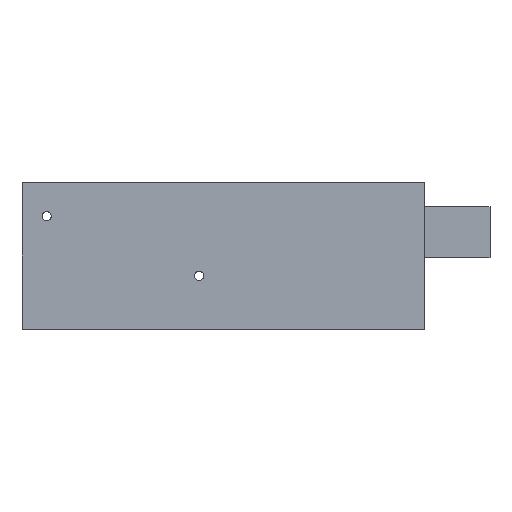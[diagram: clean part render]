
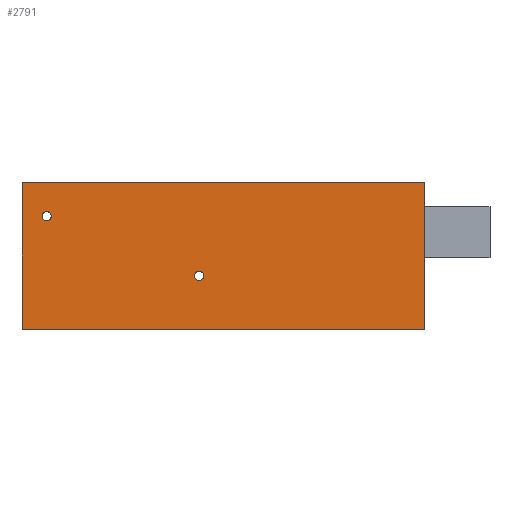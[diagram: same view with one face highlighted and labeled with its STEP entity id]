
A CAD part, left-side view. The second image highlights one B-rep face of the part: STEP entity #2791.
In plain terms, the highlighted planar face has unit normal (-1, 0, 0).
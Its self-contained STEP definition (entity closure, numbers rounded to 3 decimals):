
#178 = PLANE('',#179);
#179 = AXIS2_PLACEMENT_3D('',#180,#181,#182);
#180 = CARTESIAN_POINT('',(6.306,-136.734,
    14.164));
#181 = DIRECTION('',(0.,-1.,0.));
#182 = DIRECTION('',(-1.,0.,0.));
#374 = PLANE('',#375);
#375 = AXIS2_PLACEMENT_3D('',#376,#377,#378);
#376 = CARTESIAN_POINT('',(5.885,-8.955,-32.5));
#377 = DIRECTION('',(0.,0.,-1.));
#378 = DIRECTION('',(0.,-1.,0.));
#697 = CYLINDRICAL_SURFACE('',#698,2.75);
#698 = AXIS2_PLACEMENT_3D('',#699,#700,#701);
#699 = CARTESIAN_POINT('',(0.,92.585,36.157));
#700 = DIRECTION('',(1.,0.,0.));
#701 = DIRECTION('',(0.,1.,0.));
#728 = CYLINDRICAL_SURFACE('',#729,2.75);
#729 = AXIS2_PLACEMENT_3D('',#730,#731,#732);
#730 = CARTESIAN_POINT('',(0.,0.,0.));
#731 = DIRECTION('',(1.,0.,0.));
#732 = DIRECTION('',(0.,1.,0.));
#1171 = VERTEX_POINT('',#1172);
#1172 = CARTESIAN_POINT('',(-5.,-136.734,-32.5));
#1268 = VERTEX_POINT('',#1269);
#1269 = CARTESIAN_POINT('',(-5.,-136.734,56.5));
#1283 = PLANE('',#1284);
#1284 = AXIS2_PLACEMENT_3D('',#1285,#1286,#1287);
#1285 = CARTESIAN_POINT('',(7.5,-14.575,56.5));
#1286 = DIRECTION('',(0.,0.,1.));
#1287 = DIRECTION('',(1.,0.,0.));
#1295 = EDGE_CURVE('',#1171,#1268,#1296,.T.);
#1296 = SURFACE_CURVE('',#1297,(#1301,#1308),.PCURVE_S1.);
#1297 = LINE('',#1298,#1299);
#1298 = CARTESIAN_POINT('',(-5.,-136.734,-32.5));
#1299 = VECTOR('',#1300,1.);
#1300 = DIRECTION('',(0.,0.,1.));
#1301 = PCURVE('',#178,#1302);
#1302 = DEFINITIONAL_REPRESENTATION('',(#1303),#1307);
#1303 = LINE('',#1304,#1305);
#1304 = CARTESIAN_POINT('',(11.306,46.664));
#1305 = VECTOR('',#1306,1.);
#1306 = DIRECTION('',(0.,-1.));
#1307 = ( GEOMETRIC_REPRESENTATION_CONTEXT(2) 
PARAMETRIC_REPRESENTATION_CONTEXT() REPRESENTATION_CONTEXT('2D SPACE',''
  ) );
#1308 = PCURVE('',#1309,#1314);
#1309 = PLANE('',#1310);
#1310 = AXIS2_PLACEMENT_3D('',#1311,#1312,#1313);
#1311 = CARTESIAN_POINT('',(-5.,-14.575,12.));
#1312 = DIRECTION('',(1.,0.,0.));
#1313 = DIRECTION('',(0.,0.,1.));
#1314 = DEFINITIONAL_REPRESENTATION('',(#1315),#1319);
#1315 = LINE('',#1316,#1317);
#1316 = CARTESIAN_POINT('',(-44.5,122.16));
#1317 = VECTOR('',#1318,1.);
#1318 = DIRECTION('',(1.,0.));
#1319 = ( GEOMETRIC_REPRESENTATION_CONTEXT(2) 
PARAMETRIC_REPRESENTATION_CONTEXT() REPRESENTATION_CONTEXT('2D SPACE',''
  ) );
#2035 = VERTEX_POINT('',#2036);
#2036 = CARTESIAN_POINT('',(-5.,107.585,-32.5));
#2052 = PLANE('',#2053);
#2053 = AXIS2_PLACEMENT_3D('',#2054,#2055,#2056);
#2054 = CARTESIAN_POINT('',(7.5,107.585,12.));
#2055 = DIRECTION('',(0.,1.,0.));
#2056 = DIRECTION('',(1.,0.,0.));
#2110 = EDGE_CURVE('',#2035,#1171,#2111,.T.);
#2111 = SURFACE_CURVE('',#2112,(#2116,#2123),.PCURVE_S1.);
#2112 = LINE('',#2113,#2114);
#2113 = CARTESIAN_POINT('',(-5.,107.585,-32.5));
#2114 = VECTOR('',#2115,1.);
#2115 = DIRECTION('',(0.,-1.,0.));
#2116 = PCURVE('',#374,#2117);
#2117 = DEFINITIONAL_REPRESENTATION('',(#2118),#2122);
#2118 = LINE('',#2119,#2120);
#2119 = CARTESIAN_POINT('',(-116.54,10.885));
#2120 = VECTOR('',#2121,1.);
#2121 = DIRECTION('',(1.,0.));
#2122 = ( GEOMETRIC_REPRESENTATION_CONTEXT(2) 
PARAMETRIC_REPRESENTATION_CONTEXT() REPRESENTATION_CONTEXT('2D SPACE',''
  ) );
#2123 = PCURVE('',#1309,#2124);
#2124 = DEFINITIONAL_REPRESENTATION('',(#2125),#2129);
#2125 = LINE('',#2126,#2127);
#2126 = CARTESIAN_POINT('',(-44.5,-122.16));
#2127 = VECTOR('',#2128,1.);
#2128 = DIRECTION('',(0.,1.));
#2129 = ( GEOMETRIC_REPRESENTATION_CONTEXT(2) 
PARAMETRIC_REPRESENTATION_CONTEXT() REPRESENTATION_CONTEXT('2D SPACE',''
  ) );
#2136 = VERTEX_POINT('',#2137);
#2137 = CARTESIAN_POINT('',(-5.,95.335,36.157));
#2158 = EDGE_CURVE('',#2136,#2136,#2159,.T.);
#2159 = SURFACE_CURVE('',#2160,(#2165,#2172),.PCURVE_S1.);
#2160 = CIRCLE('',#2161,2.75);
#2161 = AXIS2_PLACEMENT_3D('',#2162,#2163,#2164);
#2162 = CARTESIAN_POINT('',(-5.,92.585,36.157));
#2163 = DIRECTION('',(1.,0.,0.));
#2164 = DIRECTION('',(0.,1.,0.));
#2165 = PCURVE('',#697,#2166);
#2166 = DEFINITIONAL_REPRESENTATION('',(#2167),#2171);
#2167 = LINE('',#2168,#2169);
#2168 = CARTESIAN_POINT('',(0.,-5.));
#2169 = VECTOR('',#2170,1.);
#2170 = DIRECTION('',(1.,0.));
#2171 = ( GEOMETRIC_REPRESENTATION_CONTEXT(2) 
PARAMETRIC_REPRESENTATION_CONTEXT() REPRESENTATION_CONTEXT('2D SPACE',''
  ) );
#2172 = PCURVE('',#1309,#2173);
#2173 = DEFINITIONAL_REPRESENTATION('',(#2174),#2178);
#2174 = CIRCLE('',#2175,2.75);
#2175 = AXIS2_PLACEMENT_2D('',#2176,#2177);
#2176 = CARTESIAN_POINT('',(24.157,-107.16));
#2177 = DIRECTION('',(0.,-1.));
#2178 = ( GEOMETRIC_REPRESENTATION_CONTEXT(2) 
PARAMETRIC_REPRESENTATION_CONTEXT() REPRESENTATION_CONTEXT('2D SPACE',''
  ) );
#2186 = VERTEX_POINT('',#2187);
#2187 = CARTESIAN_POINT('',(-5.,2.75,0.));
#2208 = EDGE_CURVE('',#2186,#2186,#2209,.T.);
#2209 = SURFACE_CURVE('',#2210,(#2215,#2222),.PCURVE_S1.);
#2210 = CIRCLE('',#2211,2.75);
#2211 = AXIS2_PLACEMENT_3D('',#2212,#2213,#2214);
#2212 = CARTESIAN_POINT('',(-5.,0.,0.));
#2213 = DIRECTION('',(1.,0.,0.));
#2214 = DIRECTION('',(0.,1.,0.));
#2215 = PCURVE('',#728,#2216);
#2216 = DEFINITIONAL_REPRESENTATION('',(#2217),#2221);
#2217 = LINE('',#2218,#2219);
#2218 = CARTESIAN_POINT('',(0.,-5.));
#2219 = VECTOR('',#2220,1.);
#2220 = DIRECTION('',(1.,0.));
#2221 = ( GEOMETRIC_REPRESENTATION_CONTEXT(2) 
PARAMETRIC_REPRESENTATION_CONTEXT() REPRESENTATION_CONTEXT('2D SPACE',''
  ) );
#2222 = PCURVE('',#1309,#2223);
#2223 = DEFINITIONAL_REPRESENTATION('',(#2224),#2228);
#2224 = CIRCLE('',#2225,2.75);
#2225 = AXIS2_PLACEMENT_2D('',#2226,#2227);
#2226 = CARTESIAN_POINT('',(-12.,-14.575));
#2227 = DIRECTION('',(0.,-1.));
#2228 = ( GEOMETRIC_REPRESENTATION_CONTEXT(2) 
PARAMETRIC_REPRESENTATION_CONTEXT() REPRESENTATION_CONTEXT('2D SPACE',''
  ) );
#2749 = VERTEX_POINT('',#2750);
#2750 = CARTESIAN_POINT('',(-5.,107.585,56.5));
#2771 = EDGE_CURVE('',#1268,#2749,#2772,.T.);
#2772 = SURFACE_CURVE('',#2773,(#2777,#2784),.PCURVE_S1.);
#2773 = LINE('',#2774,#2775);
#2774 = CARTESIAN_POINT('',(-5.,-136.734,56.5));
#2775 = VECTOR('',#2776,1.);
#2776 = DIRECTION('',(0.,1.,0.));
#2777 = PCURVE('',#1283,#2778);
#2778 = DEFINITIONAL_REPRESENTATION('',(#2779),#2783);
#2779 = LINE('',#2780,#2781);
#2780 = CARTESIAN_POINT('',(-12.5,-122.16));
#2781 = VECTOR('',#2782,1.);
#2782 = DIRECTION('',(0.,1.));
#2783 = ( GEOMETRIC_REPRESENTATION_CONTEXT(2) 
PARAMETRIC_REPRESENTATION_CONTEXT() REPRESENTATION_CONTEXT('2D SPACE',''
  ) );
#2784 = PCURVE('',#1309,#2785);
#2785 = DEFINITIONAL_REPRESENTATION('',(#2786),#2790);
#2786 = LINE('',#2787,#2788);
#2787 = CARTESIAN_POINT('',(44.5,122.16));
#2788 = VECTOR('',#2789,1.);
#2789 = DIRECTION('',(0.,-1.));
#2790 = ( GEOMETRIC_REPRESENTATION_CONTEXT(2) 
PARAMETRIC_REPRESENTATION_CONTEXT() REPRESENTATION_CONTEXT('2D SPACE',''
  ) );
#2791 = ADVANCED_FACE('',(#2792,#2818,#2821),#1309,.F.);
#2792 = FACE_BOUND('',#2793,.F.);
#2793 = EDGE_LOOP('',(#2794,#2795,#2796,#2797));
#2794 = ORIENTED_EDGE('',*,*,#2771,.F.);
#2795 = ORIENTED_EDGE('',*,*,#1295,.F.);
#2796 = ORIENTED_EDGE('',*,*,#2110,.F.);
#2797 = ORIENTED_EDGE('',*,*,#2798,.F.);
#2798 = EDGE_CURVE('',#2749,#2035,#2799,.T.);
#2799 = SURFACE_CURVE('',#2800,(#2804,#2811),.PCURVE_S1.);
#2800 = LINE('',#2801,#2802);
#2801 = CARTESIAN_POINT('',(-5.,107.585,56.5));
#2802 = VECTOR('',#2803,1.);
#2803 = DIRECTION('',(0.,0.,-1.));
#2804 = PCURVE('',#1309,#2805);
#2805 = DEFINITIONAL_REPRESENTATION('',(#2806),#2810);
#2806 = LINE('',#2807,#2808);
#2807 = CARTESIAN_POINT('',(44.5,-122.16));
#2808 = VECTOR('',#2809,1.);
#2809 = DIRECTION('',(-1.,0.));
#2810 = ( GEOMETRIC_REPRESENTATION_CONTEXT(2) 
PARAMETRIC_REPRESENTATION_CONTEXT() REPRESENTATION_CONTEXT('2D SPACE',''
  ) );
#2811 = PCURVE('',#2052,#2812);
#2812 = DEFINITIONAL_REPRESENTATION('',(#2813),#2817);
#2813 = LINE('',#2814,#2815);
#2814 = CARTESIAN_POINT('',(-12.5,-44.5));
#2815 = VECTOR('',#2816,1.);
#2816 = DIRECTION('',(0.,1.));
#2817 = ( GEOMETRIC_REPRESENTATION_CONTEXT(2) 
PARAMETRIC_REPRESENTATION_CONTEXT() REPRESENTATION_CONTEXT('2D SPACE',''
  ) );
#2818 = FACE_BOUND('',#2819,.F.);
#2819 = EDGE_LOOP('',(#2820));
#2820 = ORIENTED_EDGE('',*,*,#2158,.F.);
#2821 = FACE_BOUND('',#2822,.F.);
#2822 = EDGE_LOOP('',(#2823));
#2823 = ORIENTED_EDGE('',*,*,#2208,.F.);
